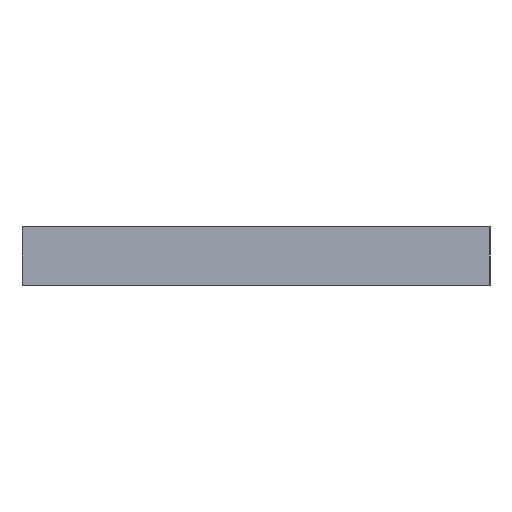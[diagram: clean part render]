
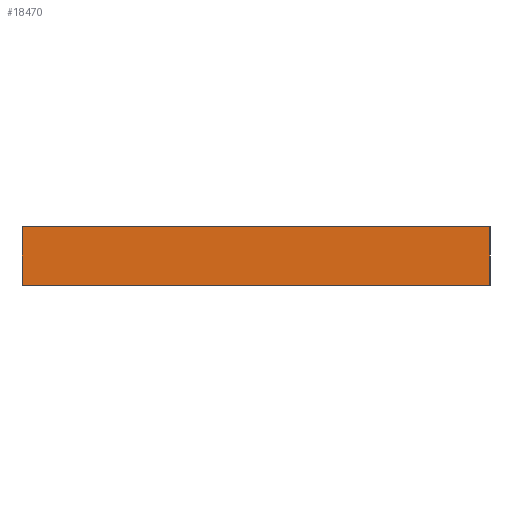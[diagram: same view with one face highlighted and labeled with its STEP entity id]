
A CAD part, left-side view. The second image highlights one B-rep face of the part: STEP entity #18470.
In plain terms, the highlighted planar face has unit normal (-1, 0, 0).
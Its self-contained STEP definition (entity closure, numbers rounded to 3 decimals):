
#375=PLANE('',#19398);
#1092=FACE_OUTER_BOUND('',#2168,.T.);
#2168=EDGE_LOOP('',(#14051,#14052,#14053,#14054));
#3527=LINE('',#25914,#5323);
#3554=LINE('',#26179,#5350);
#3555=LINE('',#26180,#5351);
#3556=LINE('',#26181,#5352);
#5323=VECTOR('',#20740,10.);
#5350=VECTOR('',#20831,10.);
#5351=VECTOR('',#20832,10.);
#5352=VECTOR('',#20833,10.);
#8081=VERTEX_POINT('',#25912);
#8082=VERTEX_POINT('',#25913);
#8119=VERTEX_POINT('',#26177);
#8120=VERTEX_POINT('',#26178);
#10245=EDGE_CURVE('',#8081,#8082,#3527,.T.);
#10300=EDGE_CURVE('',#8119,#8120,#3554,.T.);
#10301=EDGE_CURVE('',#8119,#8082,#3555,.T.);
#10302=EDGE_CURVE('',#8120,#8081,#3556,.T.);
#14051=ORIENTED_EDGE('',*,*,#10300,.F.);
#14052=ORIENTED_EDGE('',*,*,#10301,.T.);
#14053=ORIENTED_EDGE('',*,*,#10245,.F.);
#14054=ORIENTED_EDGE('',*,*,#10302,.F.);
#18470=ADVANCED_FACE('',(#1092),#375,.T.);
#19398=AXIS2_PLACEMENT_3D('',#26176,#20829,#20830);
#20740=DIRECTION('',(0.,-1.,0.));
#20829=DIRECTION('center_axis',(-1.,0.,0.));
#20830=DIRECTION('ref_axis',(0.,-1.,0.));
#20831=DIRECTION('',(0.,1.,0.));
#20832=DIRECTION('',(0.,0.,1.));
#20833=DIRECTION('',(0.,0.,1.));
#25912=CARTESIAN_POINT('',(385.387,157.649,2.));
#25913=CARTESIAN_POINT('',(385.387,141.649,2.));
#25914=CARTESIAN_POINT('',(385.387,157.649,2.));
#26176=CARTESIAN_POINT('Origin',(385.387,157.649,0.));
#26177=CARTESIAN_POINT('',(385.387,141.649,0.));
#26178=CARTESIAN_POINT('',(385.387,157.649,0.));
#26179=CARTESIAN_POINT('',(385.387,141.649,0.));
#26180=CARTESIAN_POINT('',(385.387,141.649,0.));
#26181=CARTESIAN_POINT('',(385.387,157.649,0.));
